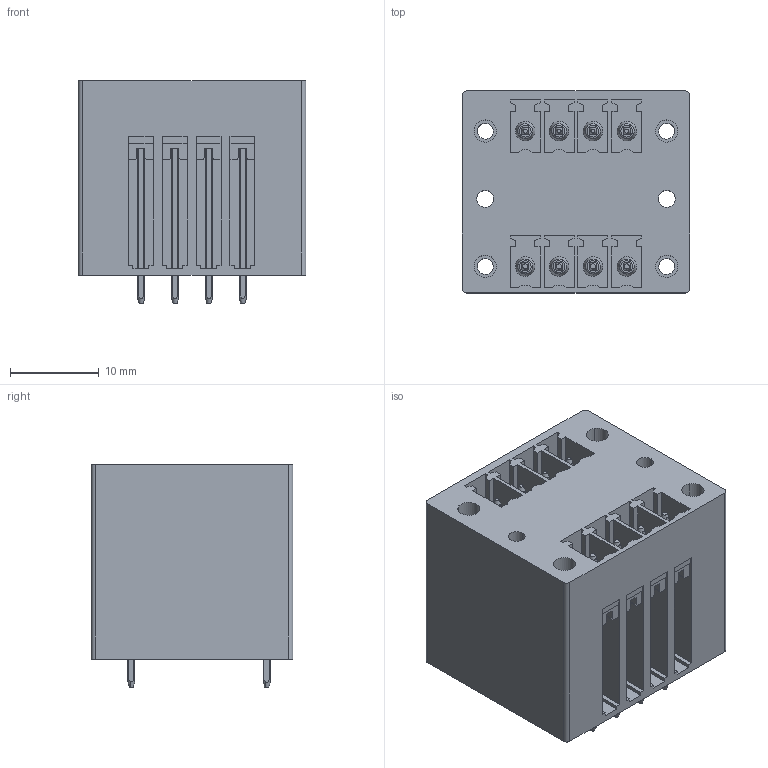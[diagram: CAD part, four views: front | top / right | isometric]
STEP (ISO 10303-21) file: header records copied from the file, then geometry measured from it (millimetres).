
FILE_DESCRIPTION(('CATIA V5 STEP Exchange','CAx-IF Rec.Pracs.--- Model Styling and Organization---1.2---2011-12-15'),'2;1');
FILE_NAME ('D1447147_0', '2018-09-29T11:26:46+00:00', ('none'), ('Weidmueller'), 'CATIA Version 5-6 Release 2014', 'CATIA V5 STEP AP214', 'none');
FILE_SCHEMA(('AUTOMOTIVE_DESIGN { 1 0 10303 214 1 1 1 1 }'));
Length unit declared in the file: millimetre
Products named in the file (1): 1030460000
Bounding box: 25.63 x 22.7 x 25.1 mm (x, y, z)
Volume: 10660.1 mm3; surface area: 6427.9 mm2
Topology: 9 solids, 9 shells, 494 faces, 1332 edges, 880 vertices
Faces by surface type: plane 308, cylinder 114, cone 56, torus 16
Entity records: 15520 total; most frequent: CARTESIAN_POINT 4294, ORIENTED_EDGE 2664, DIRECTION 1678, EDGE_CURVE 1332, VECTOR 904, LINE 904, VERTEX_POINT 880, EDGE_LOOP 554
